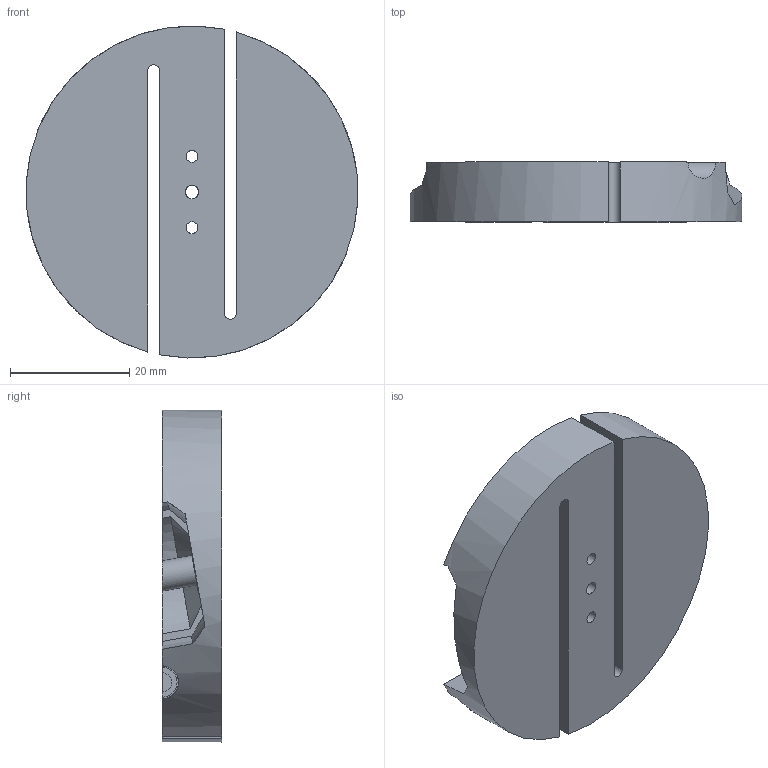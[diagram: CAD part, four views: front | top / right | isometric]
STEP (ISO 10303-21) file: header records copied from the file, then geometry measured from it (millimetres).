
FILE_DESCRIPTION(/* description */ (''),/* implementation_level */ '2;1');
FILE_NAME(/* name */ 'HOUSING_BOT.step',/* time_stamp */ '2023-07-28T18:14:40-05:00',/* author */ (''),/* organization */ (''),/* preprocessor_version */ 'ST-DEVELOPER v19.2',/* originating_system */ 'Autodesk Translation Framework v12.6.0.85',/* authorisation */ '');
FILE_SCHEMA (('AUTOMOTIVE_DESIGN { 1 0 10303 214 3 1 1 }'));
Length unit declared in the file: millimetre
Products named in the file (1): HOUSING_BOT
Bounding box: 55.71 x 10 x 55.73 mm (x, y, z)
Volume: 16423.5 mm3; surface area: 8635.9 mm2
Topology: 1 solids, 1 shells, 94 faces, 239 edges, 158 vertices
Faces by surface type: plane 51, cylinder 37, cone 6
Full cylindrical faces by diameter (mm): 2 x2, 2.2 x7, 4 x2, 5 x2, 8 x2
Entity records: 2958 total; most frequent: CARTESIAN_POINT 583, DIRECTION 505, ORIENTED_EDGE 478, EDGE_CURVE 239, AXIS2_PLACEMENT_3D 188, VERTEX_POINT 158, LINE 129, VECTOR 129
